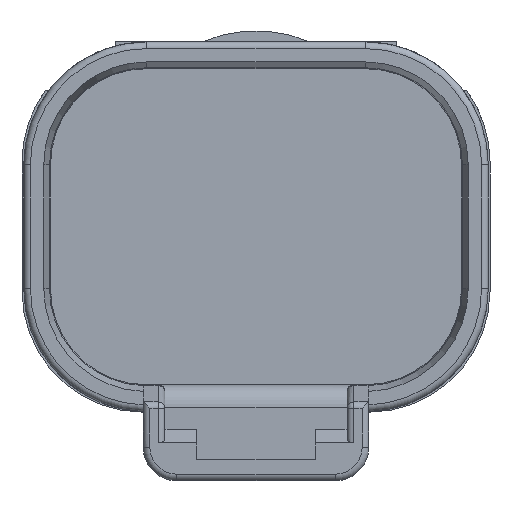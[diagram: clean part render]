
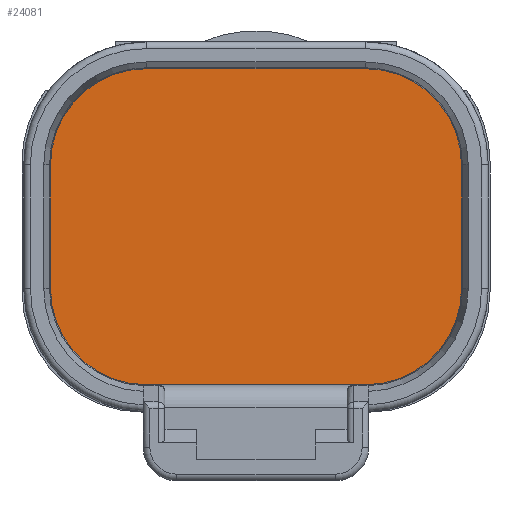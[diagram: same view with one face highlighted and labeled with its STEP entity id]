
A CAD part, front view. The second image highlights one B-rep face of the part: STEP entity #24081.
In plain terms, the highlighted planar face has unit normal (0, -1, 0).
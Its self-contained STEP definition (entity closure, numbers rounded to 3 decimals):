
#6962=CARTESIAN_POINT('',(-4.9,18.1,-2.775));
#6963=DIRECTION('',(0.,-1.,0.));
#6964=DIRECTION('',(-1.,0.,0.));
#6965=AXIS2_PLACEMENT_3D('',#6962,#6963,#6964);
#6967=DIRECTION('',(0.,0.,-1.));
#6968=VECTOR('',#6967,5.55);
#6969=CARTESIAN_POINT('',(-9.2,18.1,2.775));
#6970=LINE('',#6969,#6968);
#6971=CARTESIAN_POINT('',(-4.9,18.1,2.775));
#6972=DIRECTION('',(0.,-1.,0.));
#6973=DIRECTION('',(0.,0.,1.));
#6974=AXIS2_PLACEMENT_3D('',#6971,#6972,#6973);
#6976=DIRECTION('',(-1.,0.,0.));
#6977=VECTOR('',#6976,9.8);
#6978=CARTESIAN_POINT('',(4.9,18.1,7.075));
#6979=LINE('',#6978,#6977);
#6980=CARTESIAN_POINT('',(4.9,18.1,2.775));
#6981=DIRECTION('',(0.,-1.,0.));
#6982=DIRECTION('',(1.,0.,0.));
#6983=AXIS2_PLACEMENT_3D('',#6980,#6981,#6982);
#6985=DIRECTION('',(0.,0.,1.));
#6986=VECTOR('',#6985,5.55);
#6987=CARTESIAN_POINT('',(9.2,18.1,-2.775));
#6988=LINE('',#6987,#6986);
#6989=CARTESIAN_POINT('',(4.9,18.1,-2.775));
#6990=DIRECTION('',(0.,-1.,0.));
#6991=DIRECTION('',(0.,0.,-1.));
#6992=AXIS2_PLACEMENT_3D('',#6989,#6990,#6991);
#6994=DIRECTION('',(1.,0.,0.));
#6995=VECTOR('',#6994,9.8);
#6996=CARTESIAN_POINT('',(-4.9,18.1,-7.075));
#6997=LINE('',#6996,#6995);
#11551=CARTESIAN_POINT('',(-9.2,18.1,-2.775));
#11552=CARTESIAN_POINT('',(-4.9,18.1,-7.075));
#11553=VERTEX_POINT('',#11551);
#11554=VERTEX_POINT('',#11552);
#11555=CARTESIAN_POINT('',(4.9,18.1,-7.075));
#11556=VERTEX_POINT('',#11555);
#11557=CARTESIAN_POINT('',(9.2,18.1,-2.775));
#11558=VERTEX_POINT('',#11557);
#11559=CARTESIAN_POINT('',(9.2,18.1,2.775));
#11560=VERTEX_POINT('',#11559);
#11561=CARTESIAN_POINT('',(4.9,18.1,7.075));
#11562=VERTEX_POINT('',#11561);
#11563=CARTESIAN_POINT('',(-4.9,18.1,7.075));
#11564=VERTEX_POINT('',#11563);
#11565=CARTESIAN_POINT('',(-9.2,18.1,2.775));
#11566=VERTEX_POINT('',#11565);
#24061=CARTESIAN_POINT('',(0.,18.1,0.));
#24062=DIRECTION('',(0.,-1.,0.));
#24063=DIRECTION('',(1.,0.,0.));
#24064=AXIS2_PLACEMENT_3D('',#24061,#24062,#24063);
#24065=PLANE('',#24064);
#24067=ORIENTED_EDGE('',*,*,#24066,.F.);
#24069=ORIENTED_EDGE('',*,*,#24068,.F.);
#24071=ORIENTED_EDGE('',*,*,#24070,.F.);
#24073=ORIENTED_EDGE('',*,*,#24072,.F.);
#24075=ORIENTED_EDGE('',*,*,#24074,.F.);
#24076=ORIENTED_EDGE('',*,*,#24054,.F.);
#24077=ORIENTED_EDGE('',*,*,#23412,.F.);
#24078=ORIENTED_EDGE('',*,*,#23435,.F.);
#24079=EDGE_LOOP('',(#24067,#24069,#24071,#24073,#24075,#24076,#24077,#24078));
#24080=FACE_OUTER_BOUND('',#24079,.F.);
#24081=ADVANCED_FACE('',(#24080),#24065,.T.);
#6966=CIRCLE('',#6965,4.3);
#6975=CIRCLE('',#6974,4.3);
#6984=CIRCLE('',#6983,4.3);
#6993=CIRCLE('',#6992,4.3);
#23412=EDGE_CURVE('',#11556,#11558,#6993,.T.);
#23435=EDGE_CURVE('',#11554,#11556,#6997,.T.);
#24054=EDGE_CURVE('',#11558,#11560,#6988,.T.);
#24066=EDGE_CURVE('',#11553,#11554,#6966,.T.);
#24068=EDGE_CURVE('',#11566,#11553,#6970,.T.);
#24070=EDGE_CURVE('',#11564,#11566,#6975,.T.);
#24072=EDGE_CURVE('',#11562,#11564,#6979,.T.);
#24074=EDGE_CURVE('',#11560,#11562,#6984,.T.);
